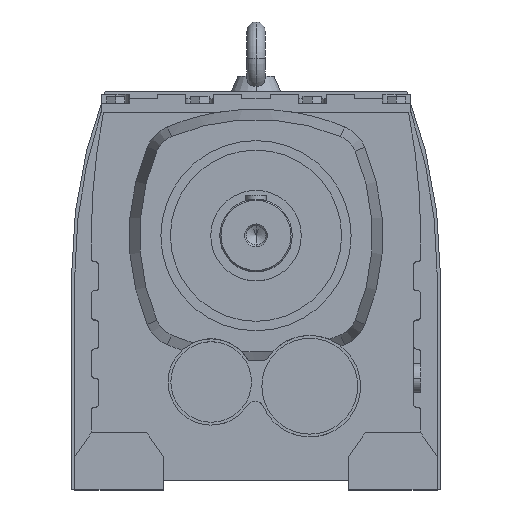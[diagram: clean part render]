
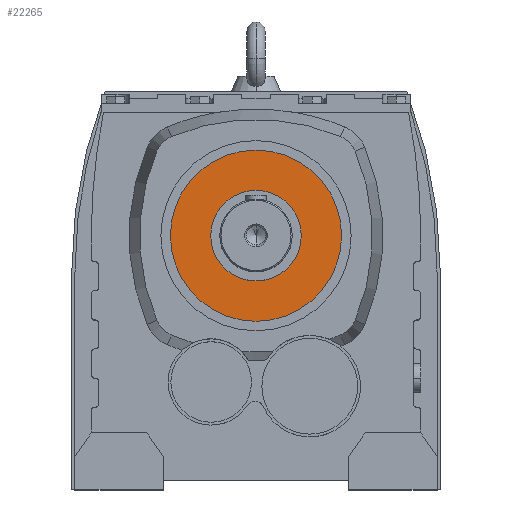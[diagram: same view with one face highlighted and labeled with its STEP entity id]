
A CAD part, top view. The second image highlights one B-rep face of the part: STEP entity #22265.
In plain terms, the highlighted planar face has unit normal (0, 0, 1).
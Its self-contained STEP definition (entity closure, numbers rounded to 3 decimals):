
#21178 = CYLINDRICAL_SURFACE('',#21179,106.313);
#21179 = AXIS2_PLACEMENT_3D('',#21180,#21181,#21182);
#21180 = CARTESIAN_POINT('',(0.,25.1,589.));
#21181 = DIRECTION('',(0.,0.,1.));
#21182 = DIRECTION('',(0.,-1.,0.));
#21208 = CYLINDRICAL_SURFACE('',#21209,106.313);
#21209 = AXIS2_PLACEMENT_3D('',#21210,#21211,#21212);
#21210 = CARTESIAN_POINT('',(0.,25.1,589.));
#21211 = DIRECTION('',(0.,0.,1.));
#21212 = DIRECTION('',(0.,-1.,0.));
#22026 = EDGE_CURVE('',#22027,#22029,#22031,.T.);
#22027 = VERTEX_POINT('',#22028);
#22028 = CARTESIAN_POINT('',(0.,-81.213,402.));
#22029 = VERTEX_POINT('',#22030);
#22030 = CARTESIAN_POINT('',(0.,131.413,402.));
#22031 = SURFACE_CURVE('',#22032,(#22037,#22043),.PCURVE_S1.);
#22032 = CIRCLE('',#22033,106.313);
#22033 = AXIS2_PLACEMENT_3D('',#22034,#22035,#22036);
#22034 = CARTESIAN_POINT('',(0.,25.1,402.));
#22035 = DIRECTION('',(0.,0.,-1.));
#22036 = DIRECTION('',(-1.,0.,0.));
#22037 = PCURVE('',#21208,#22038);
#22038 = DEFINITIONAL_REPRESENTATION('',(#22039),#22042);
#22039 = B_SPLINE_CURVE_WITH_KNOTS('',1,(#22040,#22041),.UNSPECIFIED.,
  .F.,.F.,(2,2),(4.712,7.854),
  .PIECEWISE_BEZIER_KNOTS.);
#22040 = CARTESIAN_POINT('',(6.283,-187.));
#22041 = CARTESIAN_POINT('',(3.142,-187.));
#22042 = ( GEOMETRIC_REPRESENTATION_CONTEXT(2) 
PARAMETRIC_REPRESENTATION_CONTEXT() REPRESENTATION_CONTEXT('2D SPACE',''
  ) );
#22043 = PCURVE('',#22044,#22049);
#22044 = PLANE('',#22045);
#22045 = AXIS2_PLACEMENT_3D('',#22046,#22047,#22048);
#22046 = CARTESIAN_POINT('',(-45.86,7.96,402.));
#22047 = DIRECTION('',(0.,0.,-1.));
#22048 = DIRECTION('',(-1.,0.,0.));
#22049 = DEFINITIONAL_REPRESENTATION('',(#22050),#22054);
#22050 = CIRCLE('',#22051,106.313);
#22051 = AXIS2_PLACEMENT_2D('',#22052,#22053);
#22052 = CARTESIAN_POINT('',(-45.86,17.14));
#22053 = DIRECTION('',(1.,0.));
#22054 = ( GEOMETRIC_REPRESENTATION_CONTEXT(2) 
PARAMETRIC_REPRESENTATION_CONTEXT() REPRESENTATION_CONTEXT('2D SPACE',''
  ) );
#22101 = EDGE_CURVE('',#22029,#22027,#22102,.T.);
#22102 = SURFACE_CURVE('',#22103,(#22108,#22114),.PCURVE_S1.);
#22103 = CIRCLE('',#22104,106.313);
#22104 = AXIS2_PLACEMENT_3D('',#22105,#22106,#22107);
#22105 = CARTESIAN_POINT('',(0.,25.1,402.));
#22106 = DIRECTION('',(0.,0.,-1.));
#22107 = DIRECTION('',(-1.,0.,0.));
#22108 = PCURVE('',#21178,#22109);
#22109 = DEFINITIONAL_REPRESENTATION('',(#22110),#22113);
#22110 = B_SPLINE_CURVE_WITH_KNOTS('',1,(#22111,#22112),.UNSPECIFIED.,
  .F.,.F.,(2,2),(1.571,4.712),
  .PIECEWISE_BEZIER_KNOTS.);
#22111 = CARTESIAN_POINT('',(3.142,-187.));
#22112 = CARTESIAN_POINT('',(0.,-187.));
#22113 = ( GEOMETRIC_REPRESENTATION_CONTEXT(2) 
PARAMETRIC_REPRESENTATION_CONTEXT() REPRESENTATION_CONTEXT('2D SPACE',''
  ) );
#22114 = PCURVE('',#22044,#22115);
#22115 = DEFINITIONAL_REPRESENTATION('',(#22116),#22120);
#22116 = CIRCLE('',#22117,106.313);
#22117 = AXIS2_PLACEMENT_2D('',#22118,#22119);
#22118 = CARTESIAN_POINT('',(-45.86,17.14));
#22119 = DIRECTION('',(1.,0.));
#22120 = ( GEOMETRIC_REPRESENTATION_CONTEXT(2) 
PARAMETRIC_REPRESENTATION_CONTEXT() REPRESENTATION_CONTEXT('2D SPACE',''
  ) );
#22265 = ADVANCED_FACE('',(#22266,#22270),#22044,.F.);
#22266 = FACE_BOUND('',#22267,.T.);
#22267 = EDGE_LOOP('',(#22268,#22269));
#22268 = ORIENTED_EDGE('',*,*,#22026,.F.);
#22269 = ORIENTED_EDGE('',*,*,#22101,.F.);
#22270 = FACE_BOUND('',#22271,.T.);
#22271 = EDGE_LOOP('',(#22272,#22306));
#22272 = ORIENTED_EDGE('',*,*,#22273,.F.);
#22273 = EDGE_CURVE('',#22274,#22276,#22278,.T.);
#22274 = VERTEX_POINT('',#22275);
#22275 = CARTESIAN_POINT('',(0.,-31.15,402.));
#22276 = VERTEX_POINT('',#22277);
#22277 = CARTESIAN_POINT('',(0.,81.35,402.));
#22278 = SURFACE_CURVE('',#22279,(#22284,#22295),.PCURVE_S1.);
#22279 = CIRCLE('',#22280,56.25);
#22280 = AXIS2_PLACEMENT_3D('',#22281,#22282,#22283);
#22281 = CARTESIAN_POINT('',(0.,25.1,402.));
#22282 = DIRECTION('',(0.,0.,1.));
#22283 = DIRECTION('',(-1.,0.,0.));
#22284 = PCURVE('',#22044,#22285);
#22285 = DEFINITIONAL_REPRESENTATION('',(#22286),#22294);
#22286 = ( BOUNDED_CURVE() B_SPLINE_CURVE(2,(#22287,#22288,#22289,#22290
    ,#22291,#22292,#22293),.UNSPECIFIED.,.F.,.F.) 
B_SPLINE_CURVE_WITH_KNOTS((1,2,2,2,2,1),(-2.094,0.,
    2.094,4.189,6.283,8.378),
.UNSPECIFIED.) CURVE() GEOMETRIC_REPRESENTATION_ITEM() 
RATIONAL_B_SPLINE_CURVE((1.,0.5,1.,0.5,1.,0.5,1.)) REPRESENTATION_ITEM(
  '') );
#22287 = CARTESIAN_POINT('',(10.39,17.14));
#22288 = CARTESIAN_POINT('',(10.39,-80.287));
#22289 = CARTESIAN_POINT('',(-73.985,-31.574));
#22290 = CARTESIAN_POINT('',(-158.36,17.14));
#22291 = CARTESIAN_POINT('',(-73.985,65.854));
#22292 = CARTESIAN_POINT('',(10.39,114.568));
#22293 = CARTESIAN_POINT('',(10.39,17.14));
#22294 = ( GEOMETRIC_REPRESENTATION_CONTEXT(2) 
PARAMETRIC_REPRESENTATION_CONTEXT() REPRESENTATION_CONTEXT('2D SPACE',''
  ) );
#22295 = PCURVE('',#22296,#22301);
#22296 = CYLINDRICAL_SURFACE('',#22297,56.25);
#22297 = AXIS2_PLACEMENT_3D('',#22298,#22299,#22300);
#22298 = CARTESIAN_POINT('',(0.,25.1,589.));
#22299 = DIRECTION('',(0.,0.,1.));
#22300 = DIRECTION('',(0.,-1.,0.));
#22301 = DEFINITIONAL_REPRESENTATION('',(#22302),#22305);
#22302 = B_SPLINE_CURVE_WITH_KNOTS('',1,(#22303,#22304),.UNSPECIFIED.,
  .F.,.F.,(2,2),(1.571,4.712),
  .PIECEWISE_BEZIER_KNOTS.);
#22303 = CARTESIAN_POINT('',(0.,-187.));
#22304 = CARTESIAN_POINT('',(3.142,-187.));
#22305 = ( GEOMETRIC_REPRESENTATION_CONTEXT(2) 
PARAMETRIC_REPRESENTATION_CONTEXT() REPRESENTATION_CONTEXT('2D SPACE',''
  ) );
#22306 = ORIENTED_EDGE('',*,*,#22307,.F.);
#22307 = EDGE_CURVE('',#22276,#22274,#22308,.T.);
#22308 = SURFACE_CURVE('',#22309,(#22314,#22325),.PCURVE_S1.);
#22309 = CIRCLE('',#22310,56.25);
#22310 = AXIS2_PLACEMENT_3D('',#22311,#22312,#22313);
#22311 = CARTESIAN_POINT('',(0.,25.1,402.));
#22312 = DIRECTION('',(0.,0.,1.));
#22313 = DIRECTION('',(-1.,0.,0.));
#22314 = PCURVE('',#22044,#22315);
#22315 = DEFINITIONAL_REPRESENTATION('',(#22316),#22324);
#22316 = ( BOUNDED_CURVE() B_SPLINE_CURVE(2,(#22317,#22318,#22319,#22320
    ,#22321,#22322,#22323),.UNSPECIFIED.,.F.,.F.) 
B_SPLINE_CURVE_WITH_KNOTS((1,2,2,2,2,1),(-2.094,0.,
    2.094,4.189,6.283,8.378),
.UNSPECIFIED.) CURVE() GEOMETRIC_REPRESENTATION_ITEM() 
RATIONAL_B_SPLINE_CURVE((1.,0.5,1.,0.5,1.,0.5,1.)) REPRESENTATION_ITEM(
  '') );
#22317 = CARTESIAN_POINT('',(10.39,17.14));
#22318 = CARTESIAN_POINT('',(10.39,-80.287));
#22319 = CARTESIAN_POINT('',(-73.985,-31.574));
#22320 = CARTESIAN_POINT('',(-158.36,17.14));
#22321 = CARTESIAN_POINT('',(-73.985,65.854));
#22322 = CARTESIAN_POINT('',(10.39,114.568));
#22323 = CARTESIAN_POINT('',(10.39,17.14));
#22324 = ( GEOMETRIC_REPRESENTATION_CONTEXT(2) 
PARAMETRIC_REPRESENTATION_CONTEXT() REPRESENTATION_CONTEXT('2D SPACE',''
  ) );
#22325 = PCURVE('',#22326,#22331);
#22326 = CYLINDRICAL_SURFACE('',#22327,56.25);
#22327 = AXIS2_PLACEMENT_3D('',#22328,#22329,#22330);
#22328 = CARTESIAN_POINT('',(0.,25.1,589.));
#22329 = DIRECTION('',(0.,0.,1.));
#22330 = DIRECTION('',(0.,-1.,0.));
#22331 = DEFINITIONAL_REPRESENTATION('',(#22332),#22335);
#22332 = B_SPLINE_CURVE_WITH_KNOTS('',1,(#22333,#22334),.UNSPECIFIED.,
  .F.,.F.,(2,2),(4.712,7.854),
  .PIECEWISE_BEZIER_KNOTS.);
#22333 = CARTESIAN_POINT('',(3.142,-187.));
#22334 = CARTESIAN_POINT('',(6.283,-187.));
#22335 = ( GEOMETRIC_REPRESENTATION_CONTEXT(2) 
PARAMETRIC_REPRESENTATION_CONTEXT() REPRESENTATION_CONTEXT('2D SPACE',''
  ) );
